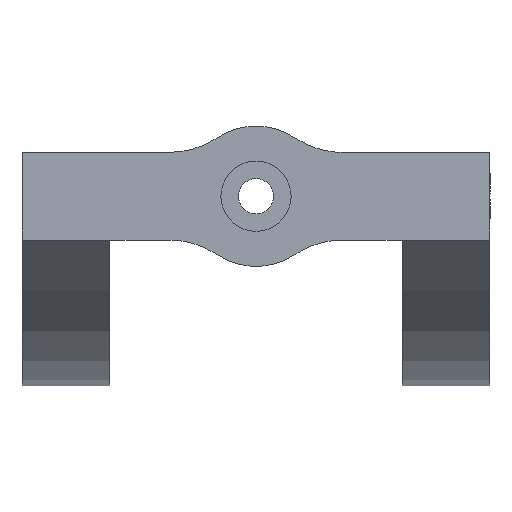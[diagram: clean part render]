
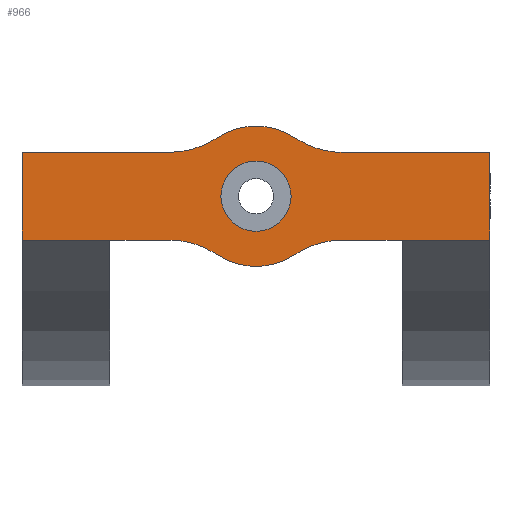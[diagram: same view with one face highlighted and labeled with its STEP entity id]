
A CAD part, front view. The second image highlights one B-rep face of the part: STEP entity #966.
In plain terms, the highlighted free-form (B-spline) face has degree [1, 1] with [2, 2] control points.
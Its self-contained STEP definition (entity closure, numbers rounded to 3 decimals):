
#30=LINE('',#1602,#86);
#37=LINE('',#1622,#93);
#41=LINE('',#1642,#97);
#43=LINE('',#1652,#99);
#61=LINE('',#1917,#117);
#62=LINE('',#1922,#118);
#64=LINE('',#1929,#120);
#65=LINE('',#1930,#121);
#86=VECTOR('',#1127,1000.);
#93=VECTOR('',#1142,1000.);
#97=VECTOR('',#1152,1000.);
#99=VECTOR('',#1154,1000.);
#117=VECTOR('',#1196,1000.);
#118=VECTOR('',#1197,1000.);
#120=VECTOR('',#1201,1000.);
#121=VECTOR('',#1202,1000.);
#133=B_SPLINE_CURVE_WITH_KNOTS('',5,(#1760,#1761,#1762,#1763,#1764,#1765,
#1766,#1767),.UNSPECIFIED.,.F.,.F.,(6,2,6),(0.,0.5,1.),.UNSPECIFIED.);
#135=B_SPLINE_CURVE_WITH_KNOTS('',5,(#1798,#1799,#1800,#1801,#1802,#1803,
#1804,#1805),.UNSPECIFIED.,.F.,.F.,(6,2,6),(0.,0.5,1.),.UNSPECIFIED.);
#137=B_SPLINE_CURVE_WITH_KNOTS('',5,(#1836,#1837,#1838,#1839,#1840,#1841,
#1842,#1843),.UNSPECIFIED.,.F.,.F.,(6,2,6),(0.,0.5,1.),.UNSPECIFIED.);
#139=B_SPLINE_CURVE_WITH_KNOTS('',5,(#1874,#1875,#1876,#1877,#1878,#1879,
#1880,#1881),.UNSPECIFIED.,.F.,.F.,(6,2,6),(0.,0.5,1.),.UNSPECIFIED.);
#164=B_SPLINE_SURFACE_WITH_KNOTS('',1,1,((#1924,#1925),(#1926,#1927)),
 .PLANE_SURF.,.F.,.F.,.F.,(2,2),(2,2),(0.,1.),(0.,1.),.UNSPECIFIED.);
#408=ORIENTED_EDGE('',*,*,#484,.T.);
#409=ORIENTED_EDGE('',*,*,#608,.T.);
#410=ORIENTED_EDGE('',*,*,#591,.F.);
#411=ORIENTED_EDGE('',*,*,#599,.F.);
#412=ORIENTED_EDGE('',*,*,#595,.F.);
#413=ORIENTED_EDGE('',*,*,#605,.F.);
#414=ORIENTED_EDGE('',*,*,#547,.T.);
#415=ORIENTED_EDGE('',*,*,#565,.T.);
#416=ORIENTED_EDGE('',*,*,#606,.T.);
#417=ORIENTED_EDGE('',*,*,#587,.F.);
#418=ORIENTED_EDGE('',*,*,#598,.F.);
#419=ORIENTED_EDGE('',*,*,#583,.F.);
#420=ORIENTED_EDGE('',*,*,#609,.T.);
#421=ORIENTED_EDGE('',*,*,#567,.T.);
#422=ORIENTED_EDGE('',*,*,#558,.F.);
#423=ORIENTED_EDGE('',*,*,#610,.F.);
#484=EDGE_CURVE('',#629,#628,#719,.T.);
#547=EDGE_CURVE('',#683,#681,#30,.T.);
#558=EDGE_CURVE('',#687,#688,#37,.T.);
#565=EDGE_CURVE('',#681,#692,#41,.T.);
#567=EDGE_CURVE('',#693,#688,#43,.T.);
#583=EDGE_CURVE('',#697,#698,#133,.T.);
#587=EDGE_CURVE('',#701,#702,#135,.T.);
#591=EDGE_CURVE('',#705,#706,#137,.T.);
#595=EDGE_CURVE('',#709,#710,#139,.T.);
#598=EDGE_CURVE('',#698,#701,#758,.T.);
#599=EDGE_CURVE('',#710,#705,#759,.T.);
#605=EDGE_CURVE('',#683,#709,#61,.T.);
#606=EDGE_CURVE('',#692,#702,#62,.T.);
#608=EDGE_CURVE('',#628,#629,#764,.T.);
#609=EDGE_CURVE('',#697,#693,#64,.T.);
#610=EDGE_CURVE('',#706,#687,#65,.T.);
#628=VERTEX_POINT('',#1265);
#629=VERTEX_POINT('',#1267);
#681=VERTEX_POINT('',#1600);
#683=VERTEX_POINT('',#1603);
#687=VERTEX_POINT('',#1621);
#688=VERTEX_POINT('',#1623);
#692=VERTEX_POINT('',#1641);
#693=VERTEX_POINT('',#1653);
#697=VERTEX_POINT('',#1759);
#698=VERTEX_POINT('',#1768);
#701=VERTEX_POINT('',#1797);
#702=VERTEX_POINT('',#1806);
#705=VERTEX_POINT('',#1835);
#706=VERTEX_POINT('',#1844);
#709=VERTEX_POINT('',#1873);
#710=VERTEX_POINT('',#1882);
#719=CIRCLE('',#994,3.);
#758=CIRCLE('',#1033,6.);
#759=CIRCLE('',#1034,6.);
#764=CIRCLE('',#1039,3.);
#822=EDGE_LOOP('',(#408,#409));
#823=EDGE_LOOP('',(#410,#411,#412,#413,#414,#415,#416,#417,#418,#419,#420,
#421,#422,#423));
#886=FACE_BOUND('',#822,.T.);
#887=FACE_BOUND('',#823,.T.);
#966=ADVANCED_FACE('',(#886,#887),#164,.T.);
#994=AXIS2_PLACEMENT_3D('',#1266,#1057,#1058);
#1033=AXIS2_PLACEMENT_3D('',#1893,#1183,#1184);
#1034=AXIS2_PLACEMENT_3D('',#1902,#1185,#1186);
#1039=AXIS2_PLACEMENT_3D('',#1928,#1199,#1200);
#1057=DIRECTION('',(0.,1.,0.));
#1058=DIRECTION('',(1.,0.,0.));
#1127=DIRECTION('',(0.,0.,-1.));
#1142=DIRECTION('',(0.,0.,-1.));
#1152=DIRECTION('',(1.,0.,0.));
#1154=DIRECTION('',(1.,0.,0.));
#1183=DIRECTION('',(0.,1.,0.));
#1184=DIRECTION('',(-1.,0.,0.));
#1185=DIRECTION('',(0.,1.,0.));
#1186=DIRECTION('',(-1.,0.,0.));
#1196=DIRECTION('',(1.,0.,0.));
#1197=DIRECTION('',(1.,0.,0.));
#1199=DIRECTION('',(0.,1.,0.));
#1200=DIRECTION('',(1.,0.,0.));
#1201=DIRECTION('',(1.,0.,0.));
#1202=DIRECTION('',(1.,0.,0.));
#1265=CARTESIAN_POINT('',(3.,0.,0.));
#1266=CARTESIAN_POINT('',(0.,0.,0.));
#1267=CARTESIAN_POINT('',(-3.,0.,0.));
#1600=CARTESIAN_POINT('',(-20.,0.,-3.75));
#1602=CARTESIAN_POINT('',(-20.,0.,0.));
#1603=CARTESIAN_POINT('',(-20.,0.,3.75));
#1621=CARTESIAN_POINT('',(20.,0.,3.75));
#1622=CARTESIAN_POINT('',(20.,0.,0.));
#1623=CARTESIAN_POINT('',(20.,0.,-3.75));
#1641=CARTESIAN_POINT('',(-12.5,0.,-3.75));
#1642=CARTESIAN_POINT('',(0.,0.,-3.75));
#1652=CARTESIAN_POINT('',(12.5,0.,-3.75));
#1653=CARTESIAN_POINT('',(12.5,0.,-3.75));
#1759=CARTESIAN_POINT('',(7.462,0.,-3.75));
#1760=CARTESIAN_POINT('',(7.462,0.,-3.75));
#1761=CARTESIAN_POINT('',(7.123,0.,-3.75));
#1762=CARTESIAN_POINT('',(6.784,0.,-3.75));
#1763=CARTESIAN_POINT('',(5.82,0.,-3.872));
#1764=CARTESIAN_POINT('',(4.792,0.,-4.143));
#1765=CARTESIAN_POINT('',(3.743,0.,-4.706));
#1766=CARTESIAN_POINT('',(3.49,0.,-4.885));
#1767=CARTESIAN_POINT('',(3.317,0.,-5.));
#1768=CARTESIAN_POINT('',(3.317,0.,-5.));
#1797=CARTESIAN_POINT('',(-3.317,0.,-5.));
#1798=CARTESIAN_POINT('',(-3.317,0.,-5.));
#1799=CARTESIAN_POINT('',(-3.49,0.,-4.885));
#1800=CARTESIAN_POINT('',(-3.743,0.,-4.706));
#1801=CARTESIAN_POINT('',(-4.792,0.,-4.143));
#1802=CARTESIAN_POINT('',(-5.82,0.,-3.872));
#1803=CARTESIAN_POINT('',(-6.784,0.,-3.75));
#1804=CARTESIAN_POINT('',(-7.123,0.,-3.75));
#1805=CARTESIAN_POINT('',(-7.462,0.,-3.75));
#1806=CARTESIAN_POINT('',(-7.462,0.,-3.75));
#1835=CARTESIAN_POINT('',(3.317,0.,5.));
#1836=CARTESIAN_POINT('',(3.317,0.,5.));
#1837=CARTESIAN_POINT('',(3.49,0.,4.885));
#1838=CARTESIAN_POINT('',(3.743,0.,4.706));
#1839=CARTESIAN_POINT('',(4.792,0.,4.143));
#1840=CARTESIAN_POINT('',(5.82,0.,3.872));
#1841=CARTESIAN_POINT('',(6.784,0.,3.75));
#1842=CARTESIAN_POINT('',(7.123,0.,3.75));
#1843=CARTESIAN_POINT('',(7.462,0.,3.75));
#1844=CARTESIAN_POINT('',(7.462,0.,3.75));
#1873=CARTESIAN_POINT('',(-7.462,0.,3.75));
#1874=CARTESIAN_POINT('',(-7.462,0.,3.75));
#1875=CARTESIAN_POINT('',(-7.123,0.,3.75));
#1876=CARTESIAN_POINT('',(-6.784,0.,3.75));
#1877=CARTESIAN_POINT('',(-5.82,0.,3.872));
#1878=CARTESIAN_POINT('',(-4.792,0.,4.143));
#1879=CARTESIAN_POINT('',(-3.743,0.,4.706));
#1880=CARTESIAN_POINT('',(-3.49,0.,4.885));
#1881=CARTESIAN_POINT('',(-3.317,0.,5.));
#1882=CARTESIAN_POINT('',(-3.317,0.,5.));
#1893=CARTESIAN_POINT('',(0.,0.,0.));
#1902=CARTESIAN_POINT('',(0.,0.,0.));
#1917=CARTESIAN_POINT('',(-12.5,0.,3.75));
#1922=CARTESIAN_POINT('',(0.,0.,-3.75));
#1924=CARTESIAN_POINT('',(22.,0.,6.679));
#1925=CARTESIAN_POINT('',(22.,0.,-6.679));
#1926=CARTESIAN_POINT('',(-22.,0.,6.679));
#1927=CARTESIAN_POINT('',(-22.,0.,-6.679));
#1928=CARTESIAN_POINT('',(0.,0.,0.));
#1929=CARTESIAN_POINT('',(0.,0.,-3.75));
#1930=CARTESIAN_POINT('',(-12.5,0.,3.75));
